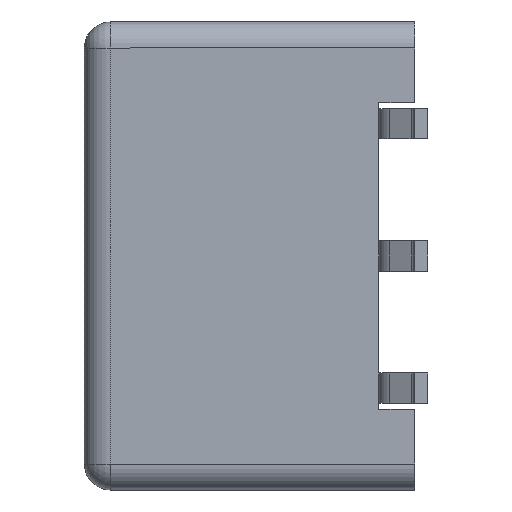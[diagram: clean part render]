
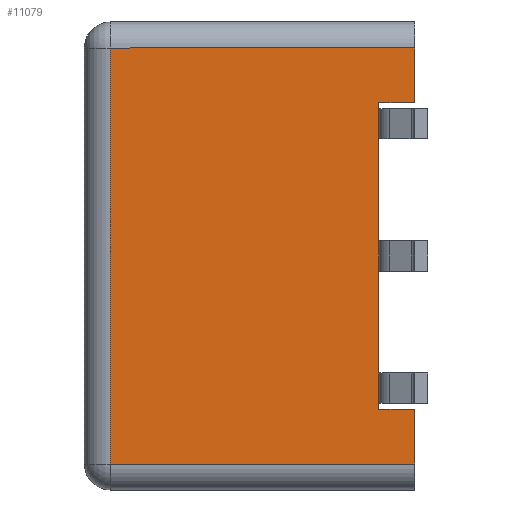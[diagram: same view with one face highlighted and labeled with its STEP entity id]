
A CAD part, left-side view. The second image highlights one B-rep face of the part: STEP entity #11079.
In plain terms, the highlighted planar face has unit normal (-1, 0, 0).
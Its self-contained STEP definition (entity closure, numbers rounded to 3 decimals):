
#254 = VECTOR ( 'NONE', #12183, 1000. ) ;
#366 = LINE ( 'NONE', #1722, #20885 ) ;
#391 = EDGE_CURVE ( 'NONE', #15694, #17471, #21139, .T. ) ;
#493 = VECTOR ( 'NONE', #13159, 1000. ) ;
#571 = LINE ( 'NONE', #2664, #26376 ) ;
#587 = VERTEX_POINT ( 'NONE', #2436 ) ;
#665 = PLANE ( 'NONE',  #12410 ) ;
#1032 = CARTESIAN_POINT ( 'NONE',  ( -4.76, 0.69, -2.95 ) ) ;
#1268 = DIRECTION ( 'NONE',  ( 0., 0., 1. ) ) ;
#1375 = CARTESIAN_POINT ( 'NONE',  ( -4.76, 6.35, -4. ) ) ;
#1407 = VERTEX_POINT ( 'NONE', #4426 ) ;
#1528 = LINE ( 'NONE', #2135, #24666 ) ;
#1722 = CARTESIAN_POINT ( 'NONE',  ( -4.76, 0.69, -2.95 ) ) ;
#1979 = LINE ( 'NONE', #16761, #23786 ) ;
#2135 = CARTESIAN_POINT ( 'NONE',  ( -4.76, 0.69, -4.5 ) ) ;
#2436 = CARTESIAN_POINT ( 'NONE',  ( -4.76, 0., 4. ) ) ;
#2664 = CARTESIAN_POINT ( 'NONE',  ( -4.76, 6.35, 4. ) ) ;
#3035 = EDGE_CURVE ( 'NONE', #6199, #15694, #366, .T. ) ;
#3305 = EDGE_CURVE ( 'NONE', #3753, #26520, #20186, .T. ) ;
#3753 = VERTEX_POINT ( 'NONE', #1032 ) ;
#4032 = EDGE_CURVE ( 'NONE', #6989, #22376, #16012, .T. ) ;
#4148 = DIRECTION ( 'NONE',  ( 0., 0., 1. ) ) ;
#4426 = CARTESIAN_POINT ( 'NONE',  ( -4.76, 5.85, 4. ) ) ;
#5188 = ORIENTED_EDGE ( 'NONE', *, *, #25814, .T. ) ;
#5636 = DIRECTION ( 'NONE',  ( 0., 1., 0. ) ) ;
#5986 = VERTEX_POINT ( 'NONE', #17715 ) ;
#6042 = FACE_OUTER_BOUND ( 'NONE', #27363, .T. ) ;
#6199 = VERTEX_POINT ( 'NONE', #19929 ) ;
#6647 = LINE ( 'NONE', #8261, #13295 ) ;
#6989 = VERTEX_POINT ( 'NONE', #8665 ) ;
#7036 = CARTESIAN_POINT ( 'NONE',  ( -4.76, 0.69, 0.29 ) ) ;
#7242 = CARTESIAN_POINT ( 'NONE',  ( -4.76, 0., 2.95 ) ) ;
#7271 = CARTESIAN_POINT ( 'NONE',  ( -4.76, 0., 2.95 ) ) ;
#7591 = VECTOR ( 'NONE', #12409, 1000. ) ;
#8002 = CARTESIAN_POINT ( 'NONE',  ( -4.76, 0.69, -2.95 ) ) ;
#8187 = VECTOR ( 'NONE', #1268, 1000. ) ;
#8216 = EDGE_CURVE ( 'NONE', #22376, #3753, #1979, .T. ) ;
#8261 = CARTESIAN_POINT ( 'NONE',  ( -4.76, 0.69, -4.5 ) ) ;
#8286 = DIRECTION ( 'NONE',  ( 0., 1., 0. ) ) ;
#8364 = ORIENTED_EDGE ( 'NONE', *, *, #17371, .T. ) ;
#8665 = CARTESIAN_POINT ( 'NONE',  ( -4.76, 0., -4. ) ) ;
#8711 = CARTESIAN_POINT ( 'NONE',  ( -4.76, 0.69, -2.83 ) ) ;
#9481 = LINE ( 'NONE', #1375, #12793 ) ;
#9906 = CARTESIAN_POINT ( 'NONE',  ( -4.76, 5.85, -4. ) ) ;
#9955 = EDGE_CURVE ( 'NONE', #1407, #25217, #20026, .T. ) ;
#9995 = ORIENTED_EDGE ( 'NONE', *, *, #27336, .T. ) ;
#10123 = ORIENTED_EDGE ( 'NONE', *, *, #4032, .T. ) ;
#11079 = ADVANCED_FACE ( 'NONE', ( #6042 ), #665, .F. ) ;
#11948 = ORIENTED_EDGE ( 'NONE', *, *, #18721, .T. ) ;
#12183 = DIRECTION ( 'NONE',  ( 0., 0., 1. ) ) ;
#12409 = DIRECTION ( 'NONE',  ( 0., 0., 1. ) ) ;
#12410 = AXIS2_PLACEMENT_3D ( 'NONE', #15478, #19548, #20275 ) ;
#12793 = VECTOR ( 'NONE', #20695, 1000. ) ;
#13159 = DIRECTION ( 'NONE',  ( 0., 0., -1. ) ) ;
#13178 = ORIENTED_EDGE ( 'NONE', *, *, #8216, .T. ) ;
#13287 = EDGE_CURVE ( 'NONE', #14165, #13430, #14105, .T. ) ;
#13295 = VECTOR ( 'NONE', #4148, 1000. ) ;
#13430 = VERTEX_POINT ( 'NONE', #18850 ) ;
#13445 = ORIENTED_EDGE ( 'NONE', *, *, #13287, .F. ) ;
#13972 = CARTESIAN_POINT ( 'NONE',  ( -4.76, 0.69, -2.95 ) ) ;
#14035 = LINE ( 'NONE', #16183, #17962 ) ;
#14105 = LINE ( 'NONE', #7242, #21041 ) ;
#14165 = VERTEX_POINT ( 'NONE', #7271 ) ;
#14388 = ORIENTED_EDGE ( 'NONE', *, *, #22277, .T. ) ;
#14589 = VECTOR ( 'NONE', #16419, 1000. ) ;
#14734 = DIRECTION ( 'NONE',  ( 0., 0., 1. ) ) ;
#15261 = CARTESIAN_POINT ( 'NONE',  ( -4.76, 5.85, -4.5 ) ) ;
#15478 = CARTESIAN_POINT ( 'NONE',  ( -4.76, 6.35, -4.5 ) ) ;
#15694 = VERTEX_POINT ( 'NONE', #7036 ) ;
#16012 = LINE ( 'NONE', #27394, #16356 ) ;
#16183 = CARTESIAN_POINT ( 'NONE',  ( -4.76, 0., -4.5 ) ) ;
#16356 = VECTOR ( 'NONE', #14734, 1000. ) ;
#16419 = DIRECTION ( 'NONE',  ( 0., 0., 1. ) ) ;
#16518 = CARTESIAN_POINT ( 'NONE',  ( -4.76, 0.69, -2.95 ) ) ;
#16538 = CARTESIAN_POINT ( 'NONE',  ( -4.76, 0.69, -2.95 ) ) ;
#16761 = CARTESIAN_POINT ( 'NONE',  ( -4.76, 0., -2.95 ) ) ;
#16943 = DIRECTION ( 'NONE',  ( 0., 0., 1. ) ) ;
#17371 = EDGE_CURVE ( 'NONE', #25217, #6989, #9481, .T. ) ;
#17471 = VERTEX_POINT ( 'NONE', #22648 ) ;
#17715 = CARTESIAN_POINT ( 'NONE',  ( -4.76, 0.69, 2.83 ) ) ;
#17962 = VECTOR ( 'NONE', #20319, 1000. ) ;
#18570 = CARTESIAN_POINT ( 'NONE',  ( -4.76, 0.69, -2.25 ) ) ;
#18721 = EDGE_CURVE ( 'NONE', #26520, #21453, #6647, .T. ) ;
#18850 = CARTESIAN_POINT ( 'NONE',  ( -4.76, 0.69, 2.95 ) ) ;
#19122 = LINE ( 'NONE', #8002, #254 ) ;
#19548 = DIRECTION ( 'NONE',  ( 1., 0., 0. ) ) ;
#19749 = EDGE_CURVE ( 'NONE', #587, #1407, #571, .T. ) ;
#19929 = CARTESIAN_POINT ( 'NONE',  ( -4.76, 0.69, -0.29 ) ) ;
#20026 = LINE ( 'NONE', #15261, #493 ) ;
#20186 = LINE ( 'NONE', #16518, #14589 ) ;
#20275 = DIRECTION ( 'NONE',  ( 0., 0., -1. ) ) ;
#20319 = DIRECTION ( 'NONE',  ( 0., 0., 1. ) ) ;
#20695 = DIRECTION ( 'NONE',  ( 0., -1., 0. ) ) ;
#20882 = DIRECTION ( 'NONE',  ( 0., 0., 1. ) ) ;
#20885 = VECTOR ( 'NONE', #20882, 1000. ) ;
#21041 = VECTOR ( 'NONE', #5636, 1000. ) ;
#21139 = LINE ( 'NONE', #16538, #7591 ) ;
#21295 = ORIENTED_EDGE ( 'NONE', *, *, #3305, .T. ) ;
#21311 = ORIENTED_EDGE ( 'NONE', *, *, #9955, .T. ) ;
#21321 = EDGE_CURVE ( 'NONE', #5986, #13430, #21390, .T. ) ;
#21390 = LINE ( 'NONE', #13972, #8187 ) ;
#21441 = ORIENTED_EDGE ( 'NONE', *, *, #3035, .T. ) ;
#21453 = VERTEX_POINT ( 'NONE', #18570 ) ;
#22277 = EDGE_CURVE ( 'NONE', #14165, #587, #14035, .T. ) ;
#22376 = VERTEX_POINT ( 'NONE', #24922 ) ;
#22648 = CARTESIAN_POINT ( 'NONE',  ( -4.76, 0.69, 2.25 ) ) ;
#23786 = VECTOR ( 'NONE', #8286, 1000. ) ;
#24039 = ORIENTED_EDGE ( 'NONE', *, *, #21321, .T. ) ;
#24666 = VECTOR ( 'NONE', #16943, 1000. ) ;
#24922 = CARTESIAN_POINT ( 'NONE',  ( -4.76, 0., -2.95 ) ) ;
#25217 = VERTEX_POINT ( 'NONE', #9906 ) ;
#25814 = EDGE_CURVE ( 'NONE', #21453, #6199, #19122, .T. ) ;
#25881 = ORIENTED_EDGE ( 'NONE', *, *, #19749, .T. ) ;
#25972 = ORIENTED_EDGE ( 'NONE', *, *, #391, .T. ) ;
#26041 = DIRECTION ( 'NONE',  ( 0., 1., 0. ) ) ;
#26376 = VECTOR ( 'NONE', #26041, 1000. ) ;
#26520 = VERTEX_POINT ( 'NONE', #8711 ) ;
#27336 = EDGE_CURVE ( 'NONE', #17471, #5986, #1528, .T. ) ;
#27363 = EDGE_LOOP ( 'NONE', ( #14388, #25881, #21311, #8364, #10123, #13178, #21295, #11948, #5188, #21441, #25972, #9995, #24039, #13445 ) ) ;
#27394 = CARTESIAN_POINT ( 'NONE',  ( -4.76, 0., -4.5 ) ) ;
